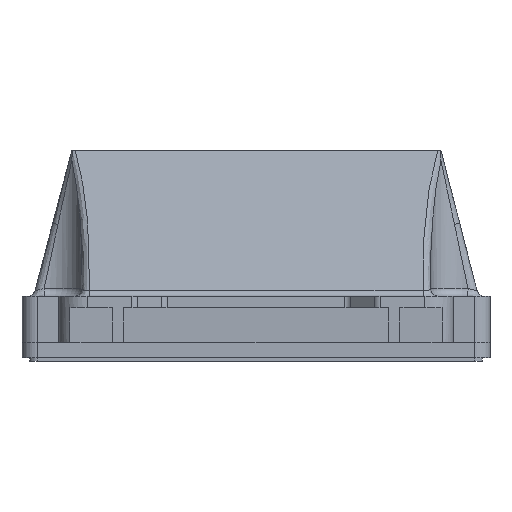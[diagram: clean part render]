
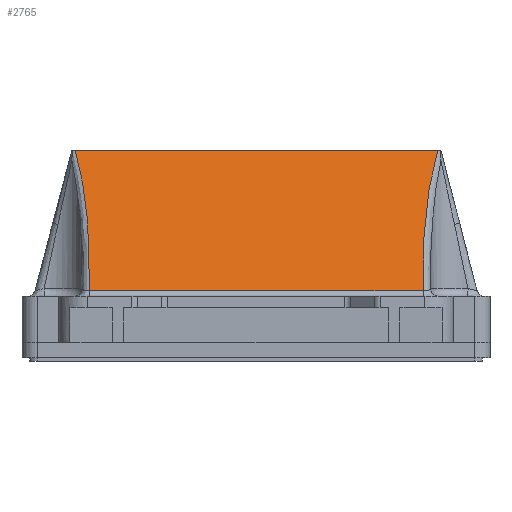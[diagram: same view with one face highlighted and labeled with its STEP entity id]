
A CAD part, front view. The second image highlights one B-rep face of the part: STEP entity #2765.
In plain terms, the highlighted planar face has unit normal (0, -0.967, 0.255).
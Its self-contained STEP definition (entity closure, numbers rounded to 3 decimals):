
#39=ELLIPSE('',#2995,21.99,5.596);
#43=ELLIPSE('',#3026,21.843,5.559);
#181=PLANE('',#3030);
#319=FACE_OUTER_BOUND('',#478,.T.);
#478=EDGE_LOOP('',(#2353,#2354,#2355,#2356));
#703=LINE('',#4508,#932);
#707=LINE('',#4877,#936);
#932=VECTOR('',#3595,10.);
#936=VECTOR('',#3661,10.);
#1254=VERTEX_POINT('',#4493);
#1255=VERTEX_POINT('',#4507);
#1274=VERTEX_POINT('',#4717);
#1276=VERTEX_POINT('',#4794);
#1590=EDGE_CURVE('',#1254,#1255,#703,.T.);
#1619=EDGE_CURVE('',#1274,#1254,#39,.T.);
#1631=EDGE_CURVE('',#1276,#1274,#707,.T.);
#1649=EDGE_CURVE('',#1255,#1276,#43,.T.);
#2353=ORIENTED_EDGE('',*,*,#1619,.F.);
#2354=ORIENTED_EDGE('',*,*,#1631,.F.);
#2355=ORIENTED_EDGE('',*,*,#1649,.F.);
#2356=ORIENTED_EDGE('',*,*,#1590,.F.);
#2765=ADVANCED_FACE('',(#319),#181,.F.);
#2995=AXIS2_PLACEMENT_3D('',#4724,#3639,#3640);
#3026=AXIS2_PLACEMENT_3D('',#5137,#3702,#3703);
#3030=AXIS2_PLACEMENT_3D('',#5161,#3710,#3711);
#3595=DIRECTION('',(1.,0.,0.));
#3639=DIRECTION('center_axis',(0.,-0.967,
0.254));
#3640=DIRECTION('ref_axis',(0.,0.254,0.967));
#3661=DIRECTION('',(-1.,0.,0.));
#3702=DIRECTION('center_axis',(0.,-0.967,
0.254));
#3703=DIRECTION('ref_axis',(0.,0.254,0.967));
#3710=DIRECTION('center_axis',(0.,0.967,-0.254));
#3711=DIRECTION('ref_axis',(0.,0.254,0.967));
#4493=CARTESIAN_POINT('',(-23.571,-19.,27.));
#4507=CARTESIAN_POINT('',(23.681,-19.,27.));
#4508=CARTESIAN_POINT('',(-15.25,-19.,27.));
#4717=CARTESIAN_POINT('',(-21.685,-23.804,8.746));
#4724=CARTESIAN_POINT('Origin',(-27.25,-23.217,10.975));
#4794=CARTESIAN_POINT('',(21.775,-23.804,8.746));
#4877=CARTESIAN_POINT('',(-30.5,-23.804,8.746));
#5137=CARTESIAN_POINT('Origin',(27.303,-23.217,10.975));
#5161=CARTESIAN_POINT('Origin',(-30.5,-24.,8.));
